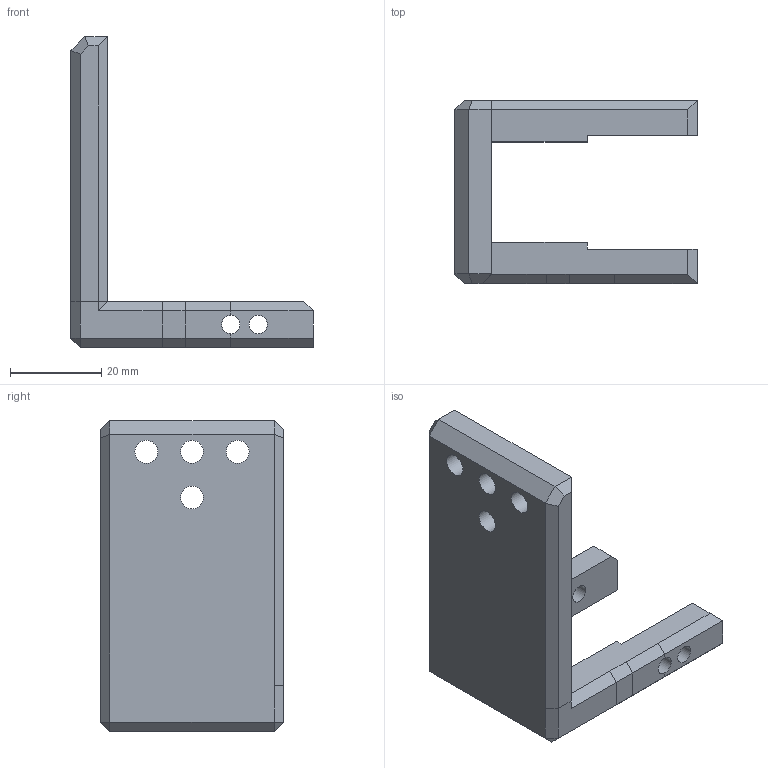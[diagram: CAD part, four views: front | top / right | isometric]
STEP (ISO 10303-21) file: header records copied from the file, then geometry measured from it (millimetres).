
FILE_DESCRIPTION(/* description */ (''),/* implementation_level */ '2;1');
FILE_NAME(/* name */ 'Anit Wobller.step',/* time_stamp */ '2025-04-13T17:01:52+05:30',/* author */ (''),/* organization */ (''),/* preprocessor_version */ 'ST-DEVELOPER v20.1',/* originating_system */ 'Autodesk Translation Framework v14.4.0.0',/* authorisation */ '');
FILE_SCHEMA (('AUTOMOTIVE_DESIGN { 1 0 10303 214 3 1 1 }'));
Length unit declared in the file: millimetre
Products named in the file (1): y-axis
Bounding box: 53 x 40 x 68 mm (x, y, z)
Volume: 27060.1 mm3; surface area: 10433.7 mm2
Topology: 1 solids, 1 shells, 53 faces, 133 edges, 81 vertices
Faces by surface type: plane 45, cylinder 8
Full cylindrical faces by diameter (mm): 4 x4, 5 x4
Entity records: 1651 total; most frequent: CARTESIAN_POINT 268, ORIENTED_EDGE 266, DIRECTION 259, EDGE_CURVE 133, LINE 115, VECTOR 115, VERTEX_POINT 81, AXIS2_PLACEMENT_3D 72
